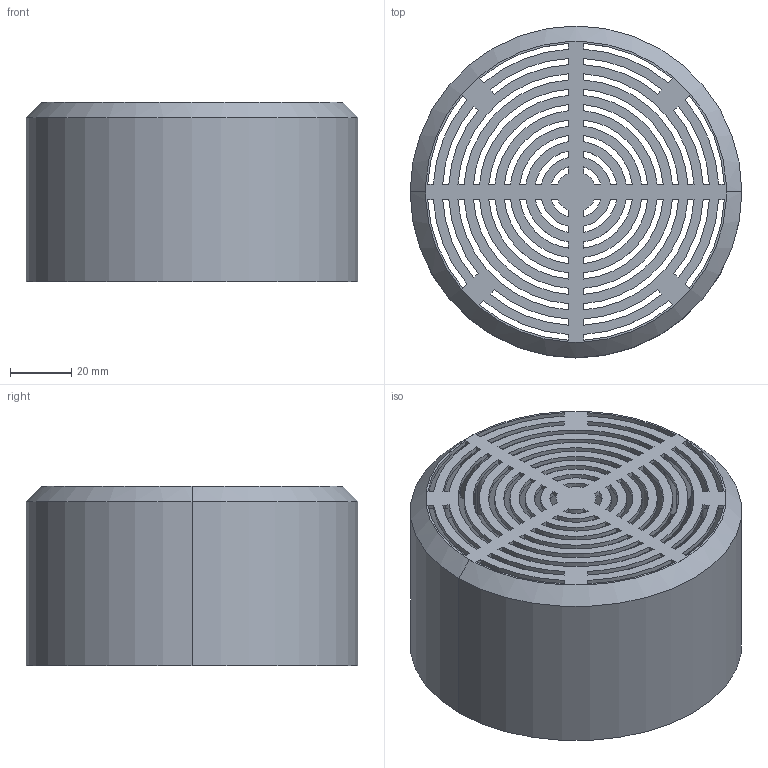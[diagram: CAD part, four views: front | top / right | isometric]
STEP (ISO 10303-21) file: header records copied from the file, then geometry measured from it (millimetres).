
FILE_DESCRIPTION (( 'STEP AP214' ), '1' );
FILE_NAME ('Cover_top.STEP', '2019-03-09T19:30:55', ( '' ), ( '' ), 'SwSTEP 2.0', 'SolidWorks 2017', '' );
FILE_SCHEMA (( 'AUTOMOTIVE_DESIGN' ));
Length unit declared in the file: millimetre
Products named in the file (1): Cover_top
Bounding box: 108 x 108 x 58.5 mm (x, y, z)
Volume: 39220.1 mm3; surface area: 57986.8 mm2
Topology: 1 solids, 1 shells, 273 faces, 774 edges, 508 vertices
Faces by surface type: plane 135, cylinder 132, cone 6
Entity records: 9190 total; most frequent: CARTESIAN_POINT 1652, DIRECTION 1594, ORIENTED_EDGE 1548, EDGE_CURVE 774, AXIS2_PLACEMENT_3D 570, VERTEX_POINT 508, LINE 454, VECTOR 454
